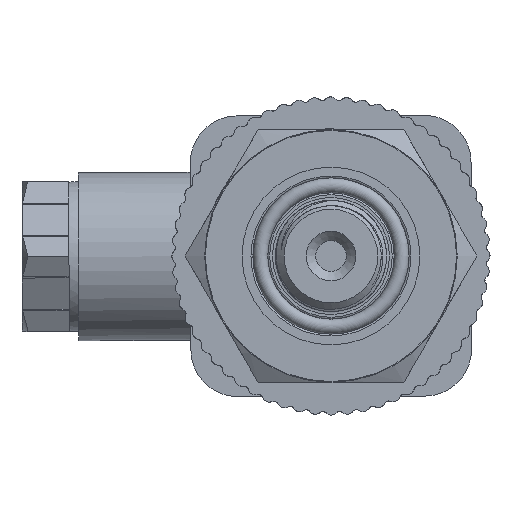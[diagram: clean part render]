
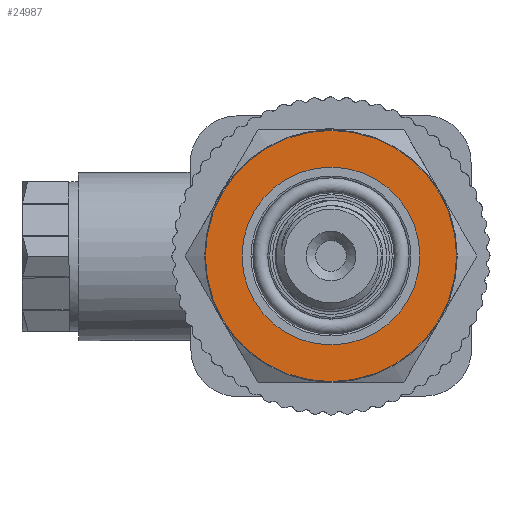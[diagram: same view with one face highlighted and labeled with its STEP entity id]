
A CAD part, left-side view. The second image highlights one B-rep face of the part: STEP entity #24987.
In plain terms, the highlighted planar face has unit normal (-1, 0, 0).
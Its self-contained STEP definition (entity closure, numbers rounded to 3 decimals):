
#309=PLANE('',#26297);
#1529=FACE_BOUND('',#3412,.T.);
#1998=FACE_OUTER_BOUND('',#3411,.T.);
#3411=EDGE_LOOP('',(#18601));
#3412=EDGE_LOOP('',(#18602));
#4655=CIRCLE('',#26298,13.425);
#4656=CIRCLE('',#26299,9.5);
#10947=VERTEX_POINT('',#50622);
#10948=VERTEX_POINT('',#50624);
#13837=EDGE_CURVE('',#10947,#10947,#4655,.T.);
#13838=EDGE_CURVE('',#10948,#10948,#4656,.T.);
#18601=ORIENTED_EDGE('',*,*,#13837,.F.);
#18602=ORIENTED_EDGE('',*,*,#13838,.T.);
#24987=ADVANCED_FACE('',(#1998,#1529),#309,.F.);
#26297=AXIS2_PLACEMENT_3D('',#50621,#28313,#28314);
#26298=AXIS2_PLACEMENT_3D('',#50623,#28315,#28316);
#26299=AXIS2_PLACEMENT_3D('',#50625,#28317,#28318);
#28313=DIRECTION('center_axis',(1.,0.,0.));
#28314=DIRECTION('ref_axis',(0.,0.,-1.));
#28315=DIRECTION('center_axis',(1.,0.,0.));
#28316=DIRECTION('ref_axis',(0.,1.,0.));
#28317=DIRECTION('center_axis',(1.,0.,0.));
#28318=DIRECTION('ref_axis',(0.,0.,-1.));
#50621=CARTESIAN_POINT('Origin',(-48.,9.5,0.));
#50622=CARTESIAN_POINT('',(-48.,-13.425,0.));
#50623=CARTESIAN_POINT('Origin',(-48.,0.,0.));
#50624=CARTESIAN_POINT('',(-48.,-9.5,0.));
#50625=CARTESIAN_POINT('Origin',(-48.,0.,0.));
